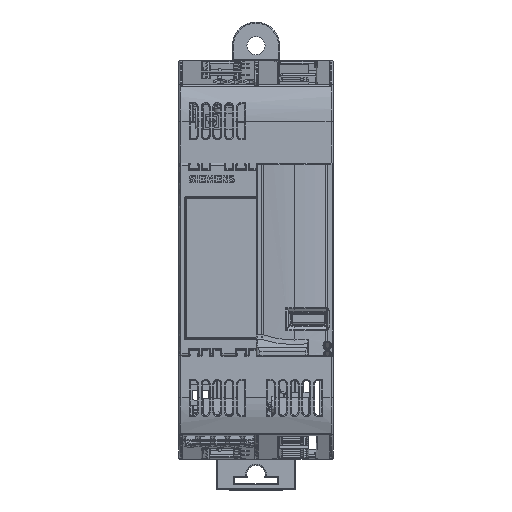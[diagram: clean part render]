
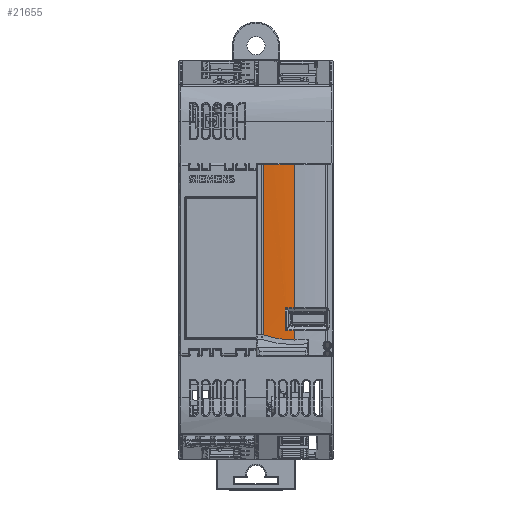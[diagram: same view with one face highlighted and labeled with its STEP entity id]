
A CAD part, top view. The second image highlights one B-rep face of the part: STEP entity #21655.
In plain terms, the highlighted cylindrical face has radius 71.119 mm (diameter 142.239 mm), a partial arc.
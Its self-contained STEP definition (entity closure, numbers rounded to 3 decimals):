
#21655=ADVANCED_FACE('',(#39073),#39074,.T.);
#39073=FACE_OUTER_BOUND('',#59233,.T.);
#39074=CYLINDRICAL_SURFACE('',#59234,71.119);
#59233=EDGE_LOOP('',(#109464,#109465,#109466,#109467,#109468,#109469,#109470,#109471,#109472,#109473));
#59234=AXIS2_PLACEMENT_3D('',#109474,#109475,#109476);
#109464=ORIENTED_EDGE('',*,*,#140687,.T.);
#109465=ORIENTED_EDGE('',*,*,#141701,.T.);
#109466=ORIENTED_EDGE('',*,*,#141699,.T.);
#109467=ORIENTED_EDGE('',*,*,#141695,.T.);
#109468=ORIENTED_EDGE('',*,*,#141693,.T.);
#109469=ORIENTED_EDGE('',*,*,#141689,.T.);
#109470=ORIENTED_EDGE('',*,*,#140683,.T.);
#109471=ORIENTED_EDGE('',*,*,#141729,.T.);
#109472=ORIENTED_EDGE('',*,*,#141683,.T.);
#109473=ORIENTED_EDGE('',*,*,#141720,.T.);
#109474=CARTESIAN_POINT('',(27.0,16.195,-5.578));
#109475=DIRECTION('',(0.0,1.0,0.0));
#109476=DIRECTION('',(0.0,0.0,1.0));
#140683=EDGE_CURVE('',#167623,#167614,#167624,.T.);
#140687=EDGE_CURVE('',#167629,#167630,#167631,.T.);
#141683=EDGE_CURVE('',#169027,#168963,#169028,.T.);
#141689=EDGE_CURVE('',#169034,#167623,#169035,.T.);
#141693=EDGE_CURVE('',#169038,#169034,#169040,.T.);
#141695=EDGE_CURVE('',#169042,#169038,#169043,.T.);
#141699=EDGE_CURVE('',#169046,#169042,#169048,.T.);
#141701=EDGE_CURVE('',#167630,#169046,#169050,.T.);
#141720=EDGE_CURVE('',#168963,#167629,#169069,.T.);
#141729=EDGE_CURVE('',#167614,#169027,#169079,.T.);
#167614=VERTEX_POINT('',#207337);
#167623=VERTEX_POINT('',#207346);
#167624=LINE('',#207347,#207348);
#167629=VERTEX_POINT('',#207354);
#167630=VERTEX_POINT('',#207355);
#167631=LINE('',#207356,#207357);
#168963=VERTEX_POINT('',#209912);
#169027=VERTEX_POINT('',#209988);
#169028=LINE('',#209989,#209990);
#169034=VERTEX_POINT('',#209997);
#169035=CIRCLE('',#209998,71.119);
#169038=VERTEX_POINT('',#210001);
#169040=B_SPLINE_CURVE_WITH_KNOTS('',3,(#210003,#210004,#210005,#210006,#210007,#210008,#210009,#210010,#210011,#210012),.UNSPECIFIED.,.F.,.F.,(4,2,2,2,4),(0.0,0.,0.,0.,0.001),.UNSPECIFIED.);
#169042=VERTEX_POINT('',#210014);
#169043=LINE('',#210015,#210016);
#169046=VERTEX_POINT('',#210019);
#169048=B_SPLINE_CURVE_WITH_KNOTS('',3,(#210021,#210022,#210023,#210024,#210025,#210026,#210027,#210028,#210029,#210030),.UNSPECIFIED.,.F.,.F.,(4,2,2,2,4),(0.0,0.,0.,0.,0.001),.UNSPECIFIED.);
#169050=CIRCLE('',#210032,71.119);
#169069=B_SPLINE_CURVE_WITH_KNOTS('',3,(#210079,#210080,#210081,#210082),.UNSPECIFIED.,.F.,.F.,(4,4),(3.039,3.142),.UNSPECIFIED.);
#169079=CIRCLE('',#210092,71.119);
#207337=CARTESIAN_POINT('',(27.0,75.85,65.541));
#207346=CARTESIAN_POINT('',(27.0,42.447,65.541));
#207347=CARTESIAN_POINT('',(27.0,53.6,65.541));
#207348=VECTOR('',#245129,1.0);
#207354=CARTESIAN_POINT('',(27.0,34.869,65.541));
#207355=CARTESIAN_POINT('',(27.0,37.153,65.541));
#207356=CARTESIAN_POINT('',(27.0,53.6,65.541));
#207357=VECTOR('',#245134,1.0);
#209912=CARTESIAN_POINT('',(19.726,36.081,65.168));
#209988=CARTESIAN_POINT('',(19.726,75.85,65.168));
#209989=CARTESIAN_POINT('',(19.726,16.195,65.168));
#209990=VECTOR('',#246490,1000.0);
#209997=CARTESIAN_POINT('',(25.138,42.447,65.517));
#209998=AXIS2_PLACEMENT_3D('',#246498,#246499,#246500);
#210001=CARTESIAN_POINT('',(24.812,42.114,65.508));
#210003=CARTESIAN_POINT('',(24.812,42.114,65.508));
#210004=CARTESIAN_POINT('',(24.812,42.159,65.508));
#210005=CARTESIAN_POINT('',(24.817,42.203,65.508));
#210006=CARTESIAN_POINT('',(24.843,42.288,65.509));
#210007=CARTESIAN_POINT('',(24.865,42.328,65.509));
#210008=CARTESIAN_POINT('',(24.926,42.391,65.511));
#210009=CARTESIAN_POINT('',(24.965,42.414,65.512));
#210010=CARTESIAN_POINT('',(25.049,42.442,65.515));
#210011=CARTESIAN_POINT('',(25.093,42.447,65.516));
#210012=CARTESIAN_POINT('',(25.138,42.447,65.517));
#210014=CARTESIAN_POINT('',(24.812,37.486,65.508));
#210015=CARTESIAN_POINT('',(24.812,16.195,65.508));
#210016=VECTOR('',#246507,1000.0);
#210019=CARTESIAN_POINT('',(25.138,37.153,65.517));
#210021=CARTESIAN_POINT('',(25.138,37.153,65.517));
#210022=CARTESIAN_POINT('',(25.093,37.153,65.516));
#210023=CARTESIAN_POINT('',(25.049,37.158,65.515));
#210024=CARTESIAN_POINT('',(24.965,37.186,65.512));
#210025=CARTESIAN_POINT('',(24.926,37.209,65.511));
#210026=CARTESIAN_POINT('',(24.865,37.272,65.509));
#210027=CARTESIAN_POINT('',(24.843,37.312,65.509));
#210028=CARTESIAN_POINT('',(24.817,37.397,65.508));
#210029=CARTESIAN_POINT('',(24.812,37.441,65.508));
#210030=CARTESIAN_POINT('',(24.812,37.486,65.508));
#210032=AXIS2_PLACEMENT_3D('',#246514,#246515,#246516);
#210079=CARTESIAN_POINT('',(19.726,36.081,65.168));
#210080=CARTESIAN_POINT('',(22.141,35.274,65.417));
#210081=CARTESIAN_POINT('',(24.572,34.869,65.541));
#210082=CARTESIAN_POINT('',(27.0,34.869,65.541));
#210092=AXIS2_PLACEMENT_3D('',#246539,#246540,#246541);
#245129=DIRECTION('',(0.0,1.0,0.0));
#245134=DIRECTION('',(0.0,1.0,0.0));
#246490=DIRECTION('',(-0.0,-1.0,-0.0));
#246498=CARTESIAN_POINT('',(27.0,42.447,-5.578));
#246499=DIRECTION('',(0.0,1.0,0.0));
#246500=DIRECTION('',(0.,0.0,-1.0));
#246507=DIRECTION('',(0.0,1.0,0.0));
#246514=CARTESIAN_POINT('',(27.0,37.153,-5.578));
#246515=DIRECTION('',(0.0,-1.0,0.0));
#246516=DIRECTION('',(0.0,0.0,1.0));
#246539=CARTESIAN_POINT('',(27.0,75.85,-5.578));
#246540=DIRECTION('',(0.0,-1.0,0.));
#246541=DIRECTION('',(0.0,0.,1.0));
